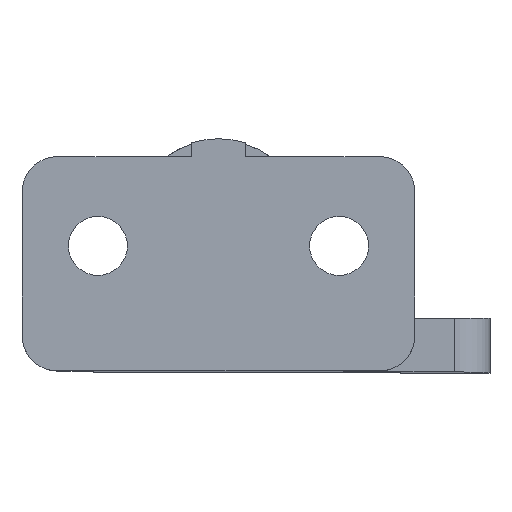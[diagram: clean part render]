
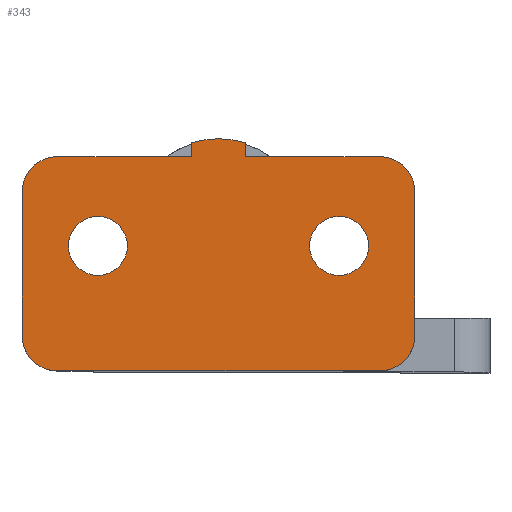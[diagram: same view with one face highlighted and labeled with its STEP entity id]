
A CAD part, top view. The second image highlights one B-rep face of the part: STEP entity #343.
In plain terms, the highlighted planar face has unit normal (0, 0, 1).
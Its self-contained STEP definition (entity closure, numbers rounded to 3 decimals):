
#186=CARTESIAN_POINT('',(-8.4,7.,39.));
#187=VERTEX_POINT('',#186);
#202=CARTESIAN_POINT('',(-6.75,7.,39.));
#203=DIRECTION('',(0.,0.,-1.));
#204=DIRECTION('',(-1.,0.,0.));
#205=AXIS2_PLACEMENT_3D('',#202,#203,#204);
#206=CIRCLE('',#205,1.65);
#207=EDGE_CURVE('',#187,#187,#206,.T.);
#212=CARTESIAN_POINT('',(-7.,3.,39.));
#213=DIRECTION('',(0.,0.,-1.));
#214=DIRECTION('',(-1.,0.,0.));
#215=AXIS2_PLACEMENT_3D('',#212,#213,#214);
#216=PLANE('',#215);
#217=CARTESIAN_POINT('',(-9.,12.,39.));
#218=VERTEX_POINT('',#217);
#219=CARTESIAN_POINT('',(-1.5,12.,39.));
#220=VERTEX_POINT('',#219);
#221=CARTESIAN_POINT('',(-9.,12.,39.));
#222=DIRECTION('',(1.,0.,-0.));
#223=VECTOR('',#222,7.5);
#224=LINE('',#221,#223);
#225=EDGE_CURVE('',#218,#220,#224,.T.);
#226=ORIENTED_EDGE('',*,*,#225,.F.);
#227=CARTESIAN_POINT('',(-11.,10.,39.));
#228=VERTEX_POINT('',#227);
#229=CARTESIAN_POINT('',(-9.,10.,39.));
#230=DIRECTION('',(-0.,-0.,1.));
#231=DIRECTION('',(-1.,0.,0.));
#232=AXIS2_PLACEMENT_3D('',#229,#230,#231);
#233=CIRCLE('',#232,2.);
#234=EDGE_CURVE('',#218,#228,#233,.T.);
#235=ORIENTED_EDGE('',*,*,#234,.T.);
#236=CARTESIAN_POINT('',(-11.,2.,39.));
#237=VERTEX_POINT('',#236);
#238=CARTESIAN_POINT('',(-11.,10.,39.));
#239=DIRECTION('',(0.,-1.,0.));
#240=VECTOR('',#239,8.);
#241=LINE('',#238,#240);
#242=EDGE_CURVE('',#228,#237,#241,.T.);
#243=ORIENTED_EDGE('',*,*,#242,.T.);
#244=CARTESIAN_POINT('',(-9.,0.,39.));
#245=VERTEX_POINT('',#244);
#246=CARTESIAN_POINT('',(-9.,2.,39.));
#247=DIRECTION('',(-0.,-0.,1.));
#248=DIRECTION('',(-1.,0.,0.));
#249=AXIS2_PLACEMENT_3D('',#246,#247,#248);
#250=CIRCLE('',#249,2.);
#251=EDGE_CURVE('',#237,#245,#250,.T.);
#252=ORIENTED_EDGE('',*,*,#251,.T.);
#253=CARTESIAN_POINT('',(9.,0.,39.));
#254=VERTEX_POINT('',#253);
#255=CARTESIAN_POINT('',(-9.,0.,39.));
#256=DIRECTION('',(1.,0.,-0.));
#257=VECTOR('',#256,18.);
#258=LINE('',#255,#257);
#259=EDGE_CURVE('',#245,#254,#258,.T.);
#260=ORIENTED_EDGE('',*,*,#259,.T.);
#261=CARTESIAN_POINT('',(11.,2.,39.));
#262=VERTEX_POINT('',#261);
#263=CARTESIAN_POINT('',(9.,2.,39.));
#264=DIRECTION('',(-0.,-0.,1.));
#265=DIRECTION('',(-1.,0.,0.));
#266=AXIS2_PLACEMENT_3D('',#263,#264,#265);
#267=CIRCLE('',#266,2.);
#268=EDGE_CURVE('',#254,#262,#267,.T.);
#269=ORIENTED_EDGE('',*,*,#268,.T.);
#270=CARTESIAN_POINT('',(11.,10.,39.));
#271=VERTEX_POINT('',#270);
#272=CARTESIAN_POINT('',(11.,10.,39.));
#273=DIRECTION('',(0.,-1.,0.));
#274=VECTOR('',#273,8.);
#275=LINE('',#272,#274);
#276=EDGE_CURVE('',#271,#262,#275,.T.);
#277=ORIENTED_EDGE('',*,*,#276,.F.);
#278=CARTESIAN_POINT('',(9.,12.,39.));
#279=VERTEX_POINT('',#278);
#280=CARTESIAN_POINT('',(9.,10.,39.));
#281=DIRECTION('',(-0.,-0.,1.));
#282=DIRECTION('',(-1.,0.,0.));
#283=AXIS2_PLACEMENT_3D('',#280,#281,#282);
#284=CIRCLE('',#283,2.);
#285=EDGE_CURVE('',#271,#279,#284,.T.);
#286=ORIENTED_EDGE('',*,*,#285,.T.);
#287=CARTESIAN_POINT('',(1.5,12.,39.));
#288=VERTEX_POINT('',#287);
#289=CARTESIAN_POINT('',(1.5,12.,39.));
#290=DIRECTION('',(1.,0.,-0.));
#291=VECTOR('',#290,7.5);
#292=LINE('',#289,#291);
#293=EDGE_CURVE('',#288,#279,#292,.T.);
#294=ORIENTED_EDGE('',*,*,#293,.F.);
#295=CARTESIAN_POINT('',(1.5,12.77,39.));
#296=VERTEX_POINT('',#295);
#297=CARTESIAN_POINT('',(1.5,12.77,39.));
#298=DIRECTION('',(0.,-1.,0.));
#299=VECTOR('',#298,0.77);
#300=LINE('',#297,#299);
#301=EDGE_CURVE('',#296,#288,#300,.T.);
#302=ORIENTED_EDGE('',*,*,#301,.F.);
#303=CARTESIAN_POINT('',(-1.5,12.77,39.));
#304=VERTEX_POINT('',#303);
#305=CARTESIAN_POINT('',(0.,8.,39.));
#306=DIRECTION('',(-0.,-0.,-1.));
#307=DIRECTION('',(-1.,0.,0.));
#308=AXIS2_PLACEMENT_3D('',#305,#306,#307);
#309=CIRCLE('',#308,5.);
#310=EDGE_CURVE('',#304,#296,#309,.T.);
#311=ORIENTED_EDGE('',*,*,#310,.F.);
#312=CARTESIAN_POINT('',(-1.5,12.77,39.));
#313=DIRECTION('',(0.,-1.,0.));
#314=VECTOR('',#313,0.77);
#315=LINE('',#312,#314);
#316=EDGE_CURVE('',#304,#220,#315,.T.);
#317=ORIENTED_EDGE('',*,*,#316,.T.);
#318=EDGE_LOOP('',(#226,#235,#243,#252,#260,#269,#277,#286,#294,#302,#311,#317));
#319=FACE_BOUND('',#318,.T.);
#320=CARTESIAN_POINT('',(5.1,7.,39.));
#321=VERTEX_POINT('',#320);
#322=CARTESIAN_POINT('',(8.4,7.,39.));
#323=VERTEX_POINT('',#322);
#324=CARTESIAN_POINT('',(6.75,7.,39.));
#325=DIRECTION('',(0.,0.,1.));
#326=DIRECTION('',(1.,0.,-0.));
#327=AXIS2_PLACEMENT_3D('',#324,#325,#326);
#328=CIRCLE('',#327,1.65);
#329=EDGE_CURVE('',#321,#323,#328,.T.);
#330=ORIENTED_EDGE('',*,*,#329,.F.);
#331=CARTESIAN_POINT('',(6.75,7.,39.));
#332=DIRECTION('',(0.,0.,1.));
#333=DIRECTION('',(1.,0.,-0.));
#334=AXIS2_PLACEMENT_3D('',#331,#332,#333);
#335=CIRCLE('',#334,1.65);
#336=EDGE_CURVE('',#323,#321,#335,.T.);
#337=ORIENTED_EDGE('',*,*,#336,.F.);
#338=EDGE_LOOP('',(#330,#337));
#339=FACE_BOUND('',#338,.T.);
#340=ORIENTED_EDGE('',*,*,#207,.T.);
#341=EDGE_LOOP('',(#340));
#342=FACE_BOUND('',#341,.T.);
#343=ADVANCED_FACE('',(#319,#339,#342),#216,.F.);
